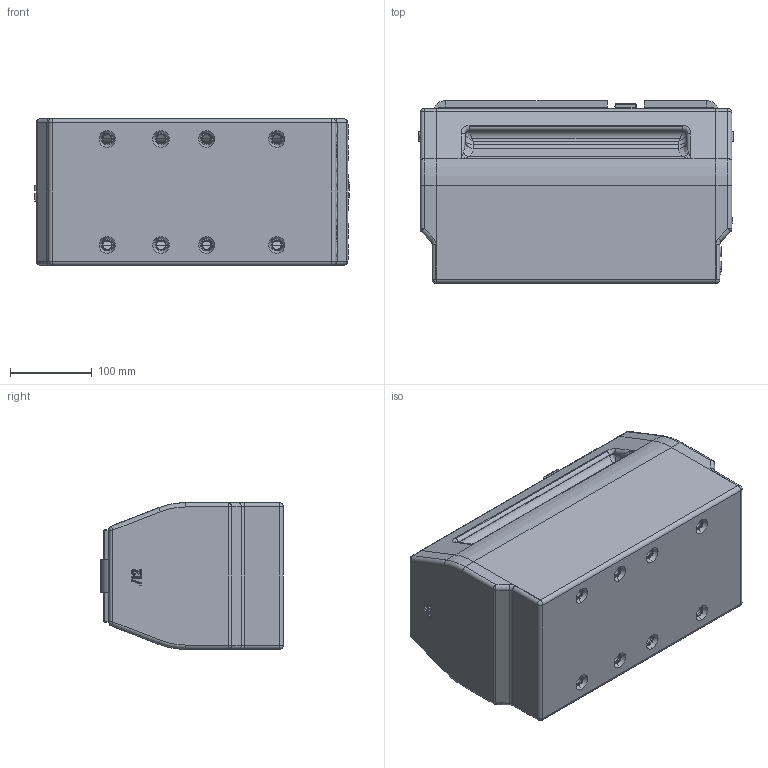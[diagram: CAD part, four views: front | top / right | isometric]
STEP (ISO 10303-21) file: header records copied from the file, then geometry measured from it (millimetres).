
FILE_DESCRIPTION (( 'STEP AP203' ), '1' );
FILE_NAME ('ﾒﾎﾋ-10-ﾌ-4 (600-1000)ﾀ.STEP', '2018-02-28T04:57:14', ( '' ), ( '' ), 'SwSTEP 2.0', 'SolidWorks 2010', '' );
FILE_SCHEMA (( 'CONFIG_CONTROL_DESIGN' ));
Length unit declared in the file: millimetre
Products named in the file (1): ﾒﾎﾋ-10-ﾌ-4 (600-1000)ﾀ
Bounding box: 385 x 224 x 180 mm (x, y, z)
Surface area: 398935.9 mm2 (no closed solid volume)
Topology: 0 solids, 24 shells, 746 faces, 2022 edges, 1293 vertices
Faces by surface type: plane 263, cone 212, cylinder 201, bspline 47, sphere 19, torus 4
Entity records: 25966 total; most frequent: CARTESIAN_POINT 7322, DIRECTION 4022, ORIENTED_EDGE 3628, EDGE_CURVE 1995, AXIS2_PLACEMENT_3D 1473, VERTEX_POINT 1293, LINE 1076, VECTOR 1076
